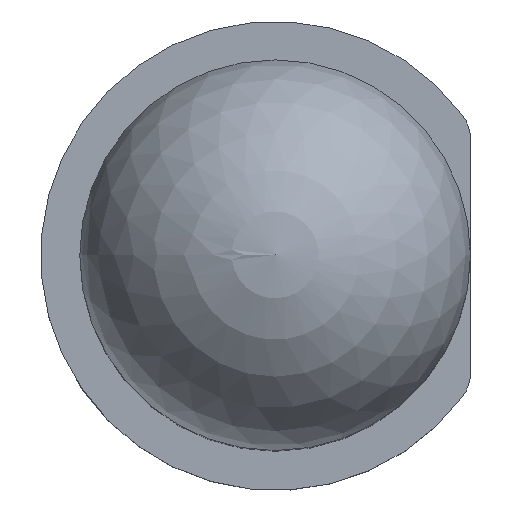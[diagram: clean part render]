
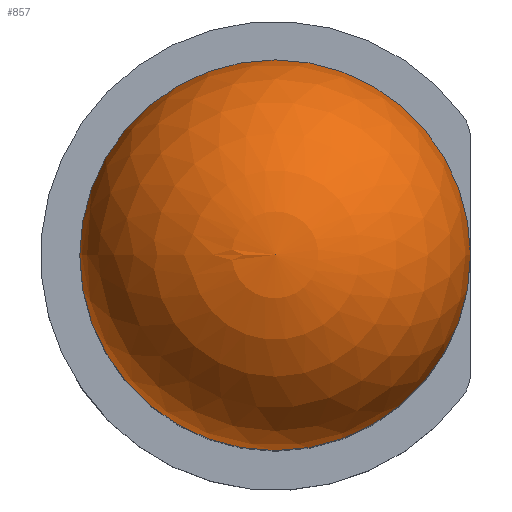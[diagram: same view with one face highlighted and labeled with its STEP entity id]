
A CAD part, top view. The second image highlights one B-rep face of the part: STEP entity #857.
In plain terms, the highlighted spherical face has radius 2.5 mm.
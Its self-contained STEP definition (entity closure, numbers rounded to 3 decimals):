
#55=SPHERICAL_SURFACE('',#982,2.5);
#76=CIRCLE('',#981,2.5);
#119=ORIENTED_EDGE('',*,*,#335,.F.);
#335=EDGE_CURVE('',#442,#442,#76,.T.);
#442=VERTEX_POINT('',#1351);
#678=EDGE_LOOP('',(#119));
#750=FACE_BOUND('',#678,.T.);
#857=ADVANCED_FACE('',(#750),#55,.T.);
#981=AXIS2_PLACEMENT_3D('',#1350,#1091,#1092);
#982=AXIS2_PLACEMENT_3D('',#1352,#1093,#1094);
#1091=DIRECTION('',(0.,0.,-1.));
#1092=DIRECTION('',(-1.,0.,0.));
#1093=DIRECTION('',(0.,0.,-1.));
#1094=DIRECTION('',(-1.,0.,0.));
#1350=CARTESIAN_POINT('',(0.,0.,6.1));
#1351=CARTESIAN_POINT('',(-2.5,0.,6.1));
#1352=CARTESIAN_POINT('',(0.,0.,6.1));
